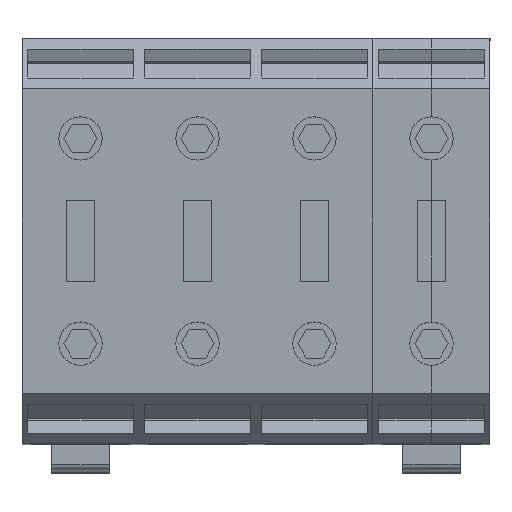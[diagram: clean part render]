
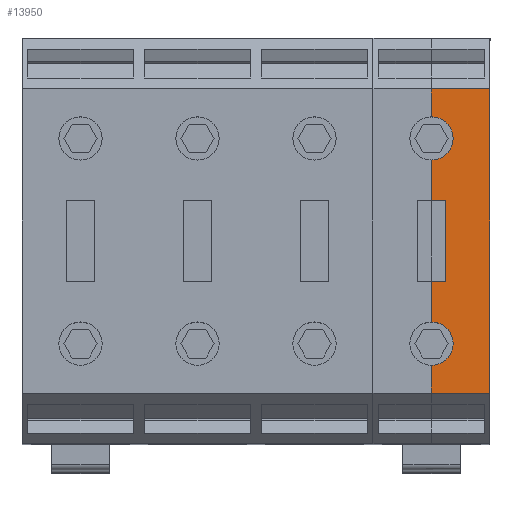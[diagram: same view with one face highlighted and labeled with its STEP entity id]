
A CAD part, top view. The second image highlights one B-rep face of the part: STEP entity #13950.
In plain terms, the highlighted face is planar.
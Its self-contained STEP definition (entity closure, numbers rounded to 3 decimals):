
#5090=CARTESIAN_POINT('',(1.2,7.,
60.95));
#5100=VERTEX_POINT('',#5090);
#5130=CARTESIAN_POINT('',(0.,7.,60.95));
#5140=DIRECTION('',(-1.,0.,0.));
#5150=VECTOR('',#5140,1.);
#5160=LINE('',#5130,#5150);
#5170=CARTESIAN_POINT('',(-51.6,7.,
60.95));
#5180=VERTEX_POINT('',#5170);
#5190=EDGE_CURVE('',#5100,#5180,#5160,.T.);
#13110=CARTESIAN_POINT('',(-51.6,7.,-20.25));
#13120=DIRECTION('',(0.,1.,0.));
#13130=DIRECTION('',(-1.,0.,0.));
#13140=AXIS2_PLACEMENT_3D('',#13110,#13120,#13130);
#13150=PLANE('',#13140);
#13160=CARTESIAN_POINT('',(0.,7.,50.8));
#13170=DIRECTION('',(1.,0.,0.));
#13180=VECTOR('',#13170,1.);
#13190=LINE('',#13160,#13180);
#13200=CARTESIAN_POINT('',(-3.65,7.,50.8));
#13210=VERTEX_POINT('',#13200);
#13220=CARTESIAN_POINT('',(1.2,7.,
50.8));
#13230=VERTEX_POINT('',#13220);
#13240=EDGE_CURVE('',#13210,#13230,#13190,.T.);
#13250=ORIENTED_EDGE('',*,*,#13240,.T.);
#13260=CARTESIAN_POINT('',(-7.4,7.,
50.8));
#13270=DIRECTION('',(0.,-1.,0.));
#13280=DIRECTION('',(-1.,0.,0.));
#13290=AXIS2_PLACEMENT_3D('',#13260,#13270,#13280);
#13300=CIRCLE('',#13290,3.75);
#13310=CARTESIAN_POINT('',(-11.15,7.,
50.8));
#13320=VERTEX_POINT('',#13310);
#13330=EDGE_CURVE('',#13210,#13320,#13300,.T.);
#13340=ORIENTED_EDGE('',*,*,#13330,.F.);
#13350=CARTESIAN_POINT('',(-18.1,7.,
50.8));
#13360=VERTEX_POINT('',#13350);
#13370=EDGE_CURVE('',#13360,#13320,#13190,.T.);
#13380=ORIENTED_EDGE('',*,*,#13370,.T.);
#13390=CARTESIAN_POINT('',(-18.1,7.,
65.7));
#13400=DIRECTION('',(0.,0.,1.));
#13410=VECTOR('',#13400,1.);
#13420=LINE('',#13390,#13410);
#13430=CARTESIAN_POINT('',(-18.1,7.,
53.3));
#13440=VERTEX_POINT('',#13430);
#13450=EDGE_CURVE('',#13360,#13440,#13420,.T.);
#13460=ORIENTED_EDGE('',*,*,#13450,.F.);
#13470=CARTESIAN_POINT('',(0.,7.,
53.3));
#13480=DIRECTION('',(-1.,0.,0.));
#13490=VECTOR('',#13480,1.);
#13500=LINE('',#13470,#13490);
#13510=CARTESIAN_POINT('',(-32.3,7.,
53.3));
#13520=VERTEX_POINT('',#13510);
#13530=EDGE_CURVE('',#13440,#13520,#13500,.T.);
#13540=ORIENTED_EDGE('',*,*,#13530,.F.);
#13550=CARTESIAN_POINT('',(-32.3,7.,
65.7));
#13560=DIRECTION('',(0.,0.,-1.));
#13570=VECTOR('',#13560,1.);
#13580=LINE('',#13550,#13570);
#13590=CARTESIAN_POINT('',(-32.3,7.,
50.8));
#13600=VERTEX_POINT('',#13590);
#13610=EDGE_CURVE('',#13520,#13600,#13580,.T.);
#13620=ORIENTED_EDGE('',*,*,#13610,.F.);
#13630=CARTESIAN_POINT('',(-39.25,7.,
50.8));
#13640=VERTEX_POINT('',#13630);
#13650=EDGE_CURVE('',#13640,#13600,#13190,.T.);
#13660=ORIENTED_EDGE('',*,*,#13650,.T.);
#13670=CARTESIAN_POINT('',(-43.,7.,
50.8));
#13680=DIRECTION('',(0.,-1.,0.));
#13690=DIRECTION('',(-1.,0.,0.));
#13700=AXIS2_PLACEMENT_3D('',#13670,#13680,#13690);
#13710=CIRCLE('',#13700,3.75);
#13720=CARTESIAN_POINT('',(-46.75,7.,
50.8));
#13730=VERTEX_POINT('',#13720);
#13740=EDGE_CURVE('',#13640,#13730,#13710,.T.);
#13750=ORIENTED_EDGE('',*,*,#13740,.F.);
#13760=CARTESIAN_POINT('',(-51.6,7.,
50.8));
#13770=VERTEX_POINT('',#13760);
#13780=EDGE_CURVE('',#13770,#13730,#13190,.T.);
#13790=ORIENTED_EDGE('',*,*,#13780,.T.);
#13800=CARTESIAN_POINT('',(-51.6,7.,
4.8));
#13810=DIRECTION('',(0.,0.,1.));
#13820=VECTOR('',#13810,1.);
#13830=LINE('',#13800,#13820);
#13840=EDGE_CURVE('',#13770,#5180,#13830,.T.);
#13850=ORIENTED_EDGE('',*,*,#13840,.F.);
#13860=ORIENTED_EDGE('',*,*,#5190,.T.);
#13870=CARTESIAN_POINT('',(1.2,7.,
4.8));
#13880=DIRECTION('',(0.,0.,1.));
#13890=VECTOR('',#13880,1.);
#13900=LINE('',#13870,#13890);
#13910=EDGE_CURVE('',#13230,#5100,#13900,.T.);
#13920=ORIENTED_EDGE('',*,*,#13910,.T.);
#13930=EDGE_LOOP('',(#13920,#13860,#13850,#13790,#13750,#13660,#13620,
#13540,#13460,#13380,#13340,#13250));
#13940=FACE_OUTER_BOUND('',#13930,.T.);
#13950=ADVANCED_FACE('',(#13940),#13150,.F.);
